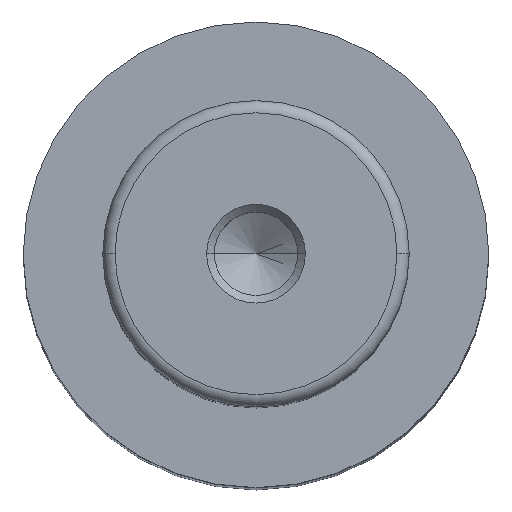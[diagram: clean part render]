
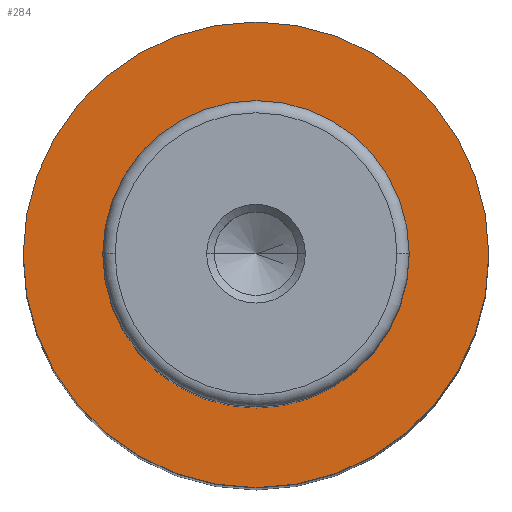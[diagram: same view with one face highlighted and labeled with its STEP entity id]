
A CAD part, top view. The second image highlights one B-rep face of the part: STEP entity #284.
In plain terms, the highlighted planar face has unit normal (0, 0, 1).
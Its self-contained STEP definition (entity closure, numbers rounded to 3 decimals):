
#8 = DIRECTION ( 'NONE',  ( -1., 0., 0. ) ) ;
#45 = CARTESIAN_POINT ( 'NONE',  ( -19., 0., 108. ) ) ;
#49 = VERTEX_POINT ( 'NONE', #749 ) ;
#54 = CARTESIAN_POINT ( 'NONE',  ( 0., 0., 108. ) ) ;
#71 = AXIS2_PLACEMENT_3D ( 'NONE', #292, #188, #114 ) ;
#96 = CARTESIAN_POINT ( 'NONE',  ( 12.5, 0., 108. ) ) ;
#114 = DIRECTION ( 'NONE',  ( -1., 0., 0. ) ) ;
#136 = DIRECTION ( 'NONE',  ( -1., 0., 0. ) ) ;
#187 = AXIS2_PLACEMENT_3D ( 'NONE', #728, #1039, #748 ) ;
#188 = DIRECTION ( 'NONE',  ( 0., 0., -1. ) ) ;
#201 = CARTESIAN_POINT ( 'NONE',  ( 0., 0., 108. ) ) ;
#246 = AXIS2_PLACEMENT_3D ( 'NONE', #201, #484, #8 ) ;
#250 = AXIS2_PLACEMENT_3D ( 'NONE', #54, #1163, #136 ) ;
#265 = CIRCLE ( 'NONE', #250, 12.5 ) ;
#284 = ADVANCED_FACE ( 'NONE', ( #326, #737 ), #422, .T. ) ;
#292 = CARTESIAN_POINT ( 'NONE',  ( 0., 0., 108. ) ) ;
#293 = VERTEX_POINT ( 'NONE', #992 ) ;
#326 = FACE_BOUND ( 'NONE', #1165, .T. ) ;
#422 = PLANE ( 'NONE',  #613 ) ;
#451 = ORIENTED_EDGE ( 'NONE', *, *, #910, .F. ) ;
#484 = DIRECTION ( 'NONE',  ( 0., 0., -1. ) ) ;
#507 = EDGE_CURVE ( 'NONE', #49, #576, #1025, .T. ) ;
#576 = VERTEX_POINT ( 'NONE', #96 ) ;
#603 = EDGE_CURVE ( 'NONE', #576, #49, #265, .T. ) ;
#613 = AXIS2_PLACEMENT_3D ( 'NONE', #720, #710, #906 ) ;
#629 = VERTEX_POINT ( 'NONE', #45 ) ;
#707 = CIRCLE ( 'NONE', #246, 19. ) ;
#710 = DIRECTION ( 'NONE',  ( 0., 0., 1. ) ) ;
#720 = CARTESIAN_POINT ( 'NONE',  ( -12.5, 0., 108. ) ) ;
#728 = CARTESIAN_POINT ( 'NONE',  ( 0., 0., 108. ) ) ;
#737 = FACE_OUTER_BOUND ( 'NONE', #828, .T. ) ;
#748 = DIRECTION ( 'NONE',  ( -1., 0., 0. ) ) ;
#749 = CARTESIAN_POINT ( 'NONE',  ( -12.5, 0., 108. ) ) ;
#828 = EDGE_LOOP ( 'NONE', ( #1127, #451 ) ) ;
#901 = CIRCLE ( 'NONE', #71, 19. ) ;
#906 = DIRECTION ( 'NONE',  ( 1., 0., 0. ) ) ;
#910 = EDGE_CURVE ( 'NONE', #293, #629, #901, .T. ) ;
#964 = ORIENTED_EDGE ( 'NONE', *, *, #507, .T. ) ;
#992 = CARTESIAN_POINT ( 'NONE',  ( 19., 0., 108. ) ) ;
#1025 = CIRCLE ( 'NONE', #187, 12.5 ) ;
#1039 = DIRECTION ( 'NONE',  ( 0., 0., -1. ) ) ;
#1060 = EDGE_CURVE ( 'NONE', #629, #293, #707, .T. ) ;
#1063 = ORIENTED_EDGE ( 'NONE', *, *, #603, .T. ) ;
#1127 = ORIENTED_EDGE ( 'NONE', *, *, #1060, .F. ) ;
#1163 = DIRECTION ( 'NONE',  ( 0., 0., -1. ) ) ;
#1165 = EDGE_LOOP ( 'NONE', ( #964, #1063 ) ) ;
